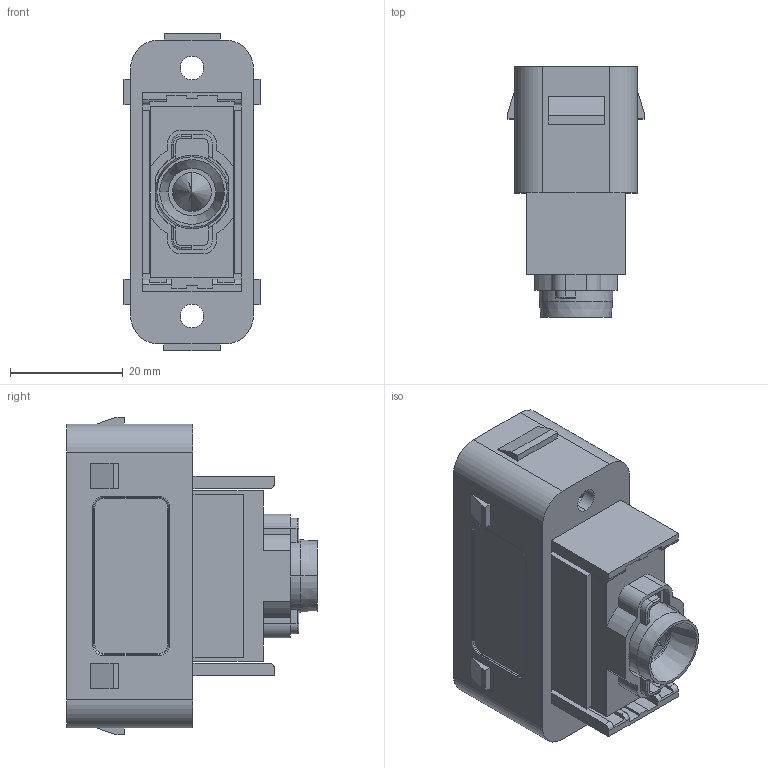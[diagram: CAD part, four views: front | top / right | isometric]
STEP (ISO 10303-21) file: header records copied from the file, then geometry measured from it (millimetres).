
FILE_DESCRIPTION (( 'STEP AP214' ), '1' );
FILE_NAME ('CP-PMA_Step_01.STEP', '2021-06-07T06:12:23', ( '' ), ( '' ), 'SwSTEP 2.0', 'SolidWorks 2020', '' );
FILE_SCHEMA (( 'AUTOMOTIVE_DESIGN' ));
Length unit declared in the file: millimetre
Products named in the file (1): CP-PMA_Step_01
Bounding box: 24.2 x 44.45 x 56.4 mm (x, y, z)
Volume: 24710.7 mm3; surface area: 16356.4 mm2
Topology: 1 solids, 1 shells, 1249 faces, 3431 edges, 2267 vertices
Faces by surface type: plane 783, bspline 357, cylinder 79, torus 22, cone 8
Entity records: 44329 total; most frequent: CARTESIAN_POINT 14569, ORIENTED_EDGE 6858, DIRECTION 4709, EDGE_CURVE 3429, LINE 2503, VECTOR 2503, VERTEX_POINT 2267, EDGE_LOOP 1342
